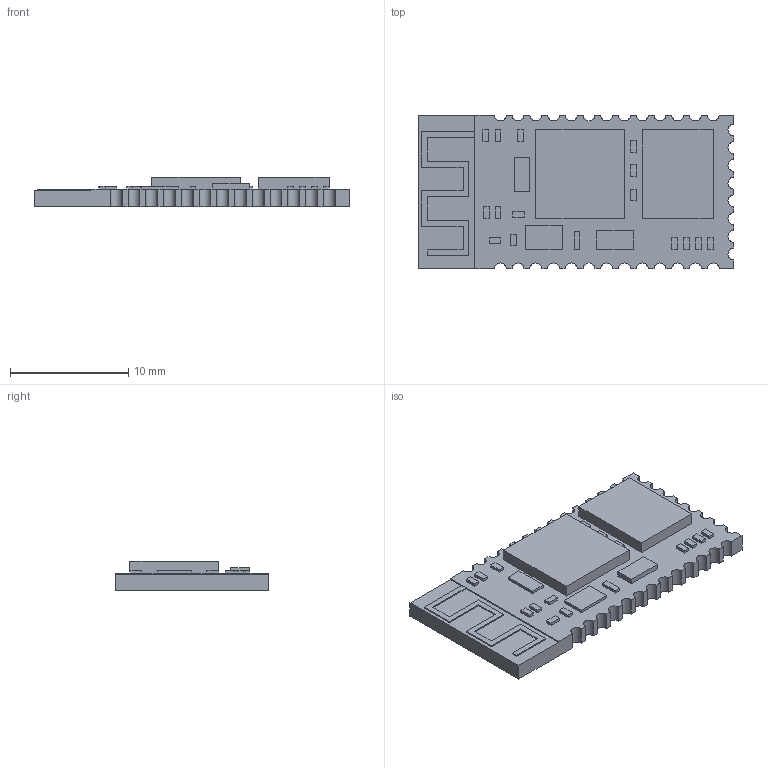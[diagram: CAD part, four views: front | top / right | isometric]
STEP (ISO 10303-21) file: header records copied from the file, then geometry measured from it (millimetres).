
FILE_DESCRIPTION (( 'STEP AP214' ), '1' );
FILE_NAME ('HC05.STEP', '2021-11-12T02:28:11', ( '' ), ( '' ), 'SwSTEP 2.0', 'SolidWorks 2017', '' );
FILE_SCHEMA (( 'AUTOMOTIVE_DESIGN' ));
Length unit declared in the file: millimetre
Products named in the file (1): HC05
Bounding box: 26.7 x 13 x 2.5 mm (x, y, z)
Volume: 603.9 mm3; surface area: 926.6 mm2
Topology: 2 solids, 2 shells, 203 faces, 534 edges, 356 vertices
Faces by surface type: plane 169, cylinder 34
Entity records: 7427 total; most frequent: CARTESIAN_POINT 1094, ORIENTED_EDGE 1068, DIRECTION 1010, EDGE_CURVE 534, LINE 466, VECTOR 466, VERTEX_POINT 356, AXIS2_PLACEMENT_3D 272
